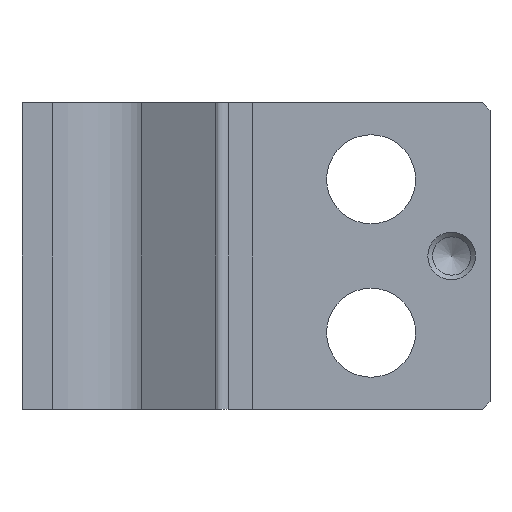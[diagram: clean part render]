
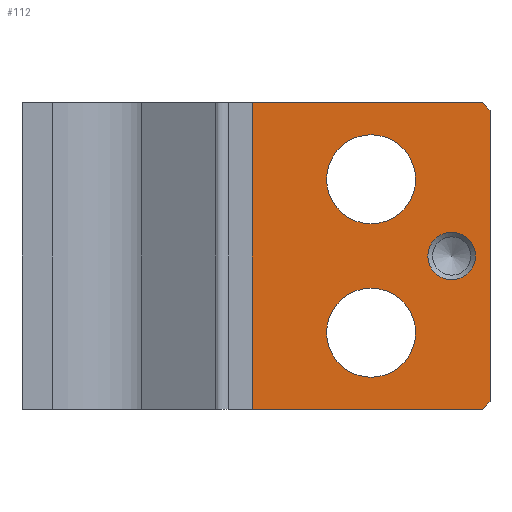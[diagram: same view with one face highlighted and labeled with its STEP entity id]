
A CAD part, left-side view. The second image highlights one B-rep face of the part: STEP entity #112.
In plain terms, the highlighted planar face has unit normal (-1, 0, 0).
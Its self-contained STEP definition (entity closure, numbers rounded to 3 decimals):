
#4 = LINE ( 'NONE', #566, #808 ) ;
#31 = ORIENTED_EDGE ( 'NONE', *, *, #56, .F. ) ;
#36 = VERTEX_POINT ( 'NONE', #1039 ) ;
#45 = LINE ( 'NONE', #133, #1193 ) ;
#48 = DIRECTION ( 'NONE',  ( -1., 0., 0. ) ) ;
#56 = EDGE_CURVE ( 'NONE', #1159, #649, #798, .T. ) ;
#59 = CARTESIAN_POINT ( 'NONE',  ( 0., -15., -10. ) ) ;
#67 = DIRECTION ( 'NONE',  ( 0., 0., -1. ) ) ;
#73 = CARTESIAN_POINT ( 'NONE',  ( 0., -15., 10. ) ) ;
#76 = AXIS2_PLACEMENT_3D ( 'NONE', #426, #975, #319 ) ;
#79 = EDGE_CURVE ( 'NONE', #456, #765, #1181, .T. ) ;
#80 = CARTESIAN_POINT ( 'NONE',  ( 0., -15., -10. ) ) ;
#106 = ORIENTED_EDGE ( 'NONE', *, *, #297, .F. ) ;
#112 = ADVANCED_FACE ( 'NONE', ( #1188, #906, #347, #717 ), #1095, .F. ) ;
#132 = LINE ( 'NONE', #680, #1195 ) ;
#133 = CARTESIAN_POINT ( 'NONE',  ( 0., -30., 10. ) ) ;
#137 = DIRECTION ( 'NONE',  ( 0., 0., 1. ) ) ;
#144 = CIRCLE ( 'NONE', #76, 1.55 ) ;
#154 = CARTESIAN_POINT ( 'NONE',  ( 0., -30., 10. ) ) ;
#166 = DIRECTION ( 'NONE',  ( 1., 0., 0. ) ) ;
#169 = CARTESIAN_POINT ( 'NONE',  ( 0., -22.75, 7.9 ) ) ;
#178 = VECTOR ( 'NONE', #712, 1000. ) ;
#297 = EDGE_CURVE ( 'NONE', #817, #817, #144, .T. ) ;
#319 = DIRECTION ( 'NONE',  ( 0., 0., 1. ) ) ;
#320 = VECTOR ( 'NONE', #531, 1000. ) ;
#322 = CARTESIAN_POINT ( 'NONE',  ( 0., -30.5, 10. ) ) ;
#336 = EDGE_CURVE ( 'NONE', #753, #649, #45, .T. ) ;
#345 = ORIENTED_EDGE ( 'NONE', *, *, #610, .T. ) ;
#347 = FACE_BOUND ( 'NONE', #955, .T. ) ;
#350 = VERTEX_POINT ( 'NONE', #169 ) ;
#364 = DIRECTION ( 'NONE',  ( 0., 1., 0. ) ) ;
#370 = ORIENTED_EDGE ( 'NONE', *, *, #998, .T. ) ;
#374 = EDGE_CURVE ( 'NONE', #350, #350, #1016, .T. ) ;
#386 = EDGE_LOOP ( 'NONE', ( #1018 ) ) ;
#426 = CARTESIAN_POINT ( 'NONE',  ( 0., -28., 0. ) ) ;
#433 = DIRECTION ( 'NONE',  ( 0., -1., 0. ) ) ;
#456 = VERTEX_POINT ( 'NONE', #80 ) ;
#501 = DIRECTION ( 'NONE',  ( 0., -0.707, 0.707 ) ) ;
#517 = CARTESIAN_POINT ( 'NONE',  ( 0., -30.5, -9.5 ) ) ;
#531 = DIRECTION ( 'NONE',  ( 0., -1., 0. ) ) ;
#566 = CARTESIAN_POINT ( 'NONE',  ( 0., -15., 10. ) ) ;
#600 = DIRECTION ( 'NONE',  ( -1., 0., 0. ) ) ;
#603 = DIRECTION ( 'NONE',  ( 0., 0., 1. ) ) ;
#610 = EDGE_CURVE ( 'NONE', #1159, #456, #4, .T. ) ;
#614 = AXIS2_PLACEMENT_3D ( 'NONE', #887, #48, #603 ) ;
#649 = VERTEX_POINT ( 'NONE', #154 ) ;
#680 = CARTESIAN_POINT ( 'NONE',  ( 0., -30.5, -9.5 ) ) ;
#690 = ORIENTED_EDGE ( 'NONE', *, *, #1054, .F. ) ;
#692 = CARTESIAN_POINT ( 'NONE',  ( 0., -22.75, 5. ) ) ;
#705 = EDGE_CURVE ( 'NONE', #753, #1010, #1164, .T. ) ;
#712 = DIRECTION ( 'NONE',  ( 0., 0., -1. ) ) ;
#717 = FACE_OUTER_BOUND ( 'NONE', #870, .T. ) ;
#753 = VERTEX_POINT ( 'NONE', #987 ) ;
#765 = VERTEX_POINT ( 'NONE', #1119 ) ;
#778 = ORIENTED_EDGE ( 'NONE', *, *, #705, .F. ) ;
#797 = VECTOR ( 'NONE', #433, 1000. ) ;
#798 = LINE ( 'NONE', #988, #320 ) ;
#808 = VECTOR ( 'NONE', #67, 1000. ) ;
#817 = VERTEX_POINT ( 'NONE', #1008 ) ;
#828 = AXIS2_PLACEMENT_3D ( 'NONE', #1006, #166, #364 ) ;
#861 = ORIENTED_EDGE ( 'NONE', *, *, #79, .T. ) ;
#870 = EDGE_LOOP ( 'NONE', ( #861, #370, #778, #877, #31, #345 ) ) ;
#877 = ORIENTED_EDGE ( 'NONE', *, *, #336, .T. ) ;
#887 = CARTESIAN_POINT ( 'NONE',  ( 0., -22.75, -5. ) ) ;
#906 = FACE_BOUND ( 'NONE', #386, .T. ) ;
#912 = EDGE_LOOP ( 'NONE', ( #106 ) ) ;
#955 = EDGE_LOOP ( 'NONE', ( #690 ) ) ;
#969 = AXIS2_PLACEMENT_3D ( 'NONE', #692, #600, #137 ) ;
#975 = DIRECTION ( 'NONE',  ( -1., 0., 0. ) ) ;
#987 = CARTESIAN_POINT ( 'NONE',  ( 0., -30.5, 9.5 ) ) ;
#988 = CARTESIAN_POINT ( 'NONE',  ( 0., -15., 10. ) ) ;
#998 = EDGE_CURVE ( 'NONE', #765, #1010, #132, .T. ) ;
#1006 = CARTESIAN_POINT ( 'NONE',  ( 0., -15., 10. ) ) ;
#1008 = CARTESIAN_POINT ( 'NONE',  ( 0., -28., 1.55 ) ) ;
#1010 = VERTEX_POINT ( 'NONE', #517 ) ;
#1016 = CIRCLE ( 'NONE', #969, 2.9 ) ;
#1018 = ORIENTED_EDGE ( 'NONE', *, *, #374, .F. ) ;
#1039 = CARTESIAN_POINT ( 'NONE',  ( 0., -22.75, -2.1 ) ) ;
#1054 = EDGE_CURVE ( 'NONE', #36, #36, #1140, .T. ) ;
#1095 = PLANE ( 'NONE',  #828 ) ;
#1119 = CARTESIAN_POINT ( 'NONE',  ( 0., -30., -10. ) ) ;
#1140 = CIRCLE ( 'NONE', #614, 2.9 ) ;
#1159 = VERTEX_POINT ( 'NONE', #73 ) ;
#1164 = LINE ( 'NONE', #322, #178 ) ;
#1173 = DIRECTION ( 'NONE',  ( 0., 0.707, 0.707 ) ) ;
#1181 = LINE ( 'NONE', #59, #797 ) ;
#1188 = FACE_BOUND ( 'NONE', #912, .T. ) ;
#1193 = VECTOR ( 'NONE', #1173, 1000. ) ;
#1195 = VECTOR ( 'NONE', #501, 1000. ) ;
